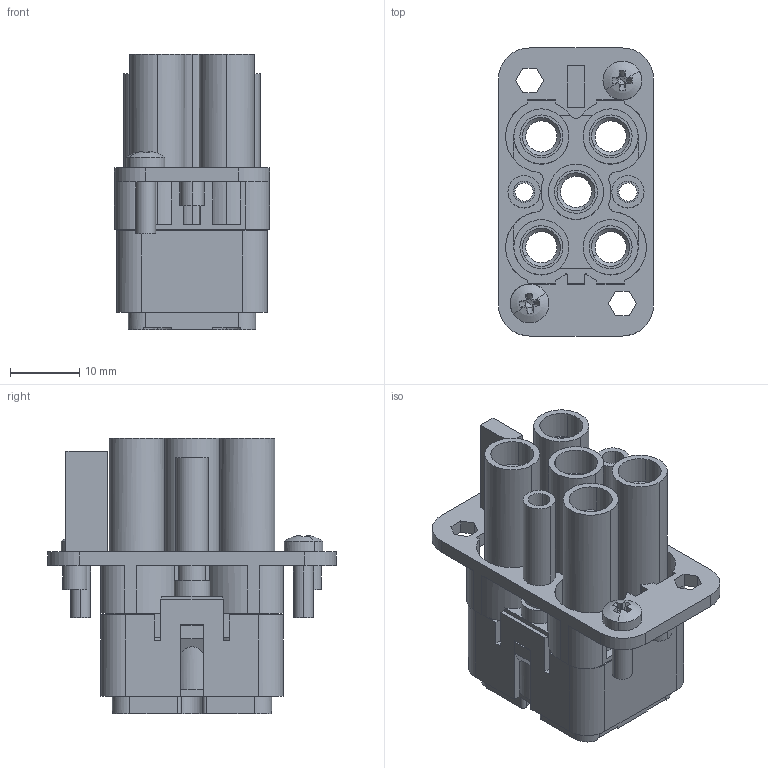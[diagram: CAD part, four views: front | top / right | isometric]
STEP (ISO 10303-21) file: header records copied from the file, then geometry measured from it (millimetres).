
FILE_DESCRIPTION(('CATIA V5 STEP Exchange','CAx-IF Rec.Pracs.--- Model Styling and Organization---1.4--- 2014-01-23'),'2;1');
FILE_NAME ('13427173_3', '2019-10-31T11:51:20+00:00', ('none'), ('Weidmueller'), 'CATIA Version 5-6 Release 2016 SP3 HF44', 'CATIA V5 STEP AP214', 'none');
FILE_SCHEMA(('AUTOMOTIVE_DESIGN { 1 0 10303 214 1 1 1 1 }'));
Length unit declared in the file: millimetre
Products named in the file (1): 1003160000
Bounding box: 22.4 x 41.6 x 39.8 mm (x, y, z)
Volume: 8715.6 mm3; surface area: 17187.1 mm2
Topology: 1 solids, 1 shells, 573 faces, 1732 edges, 1144 vertices
Faces by surface type: plane 308, cylinder 195, cone 58, bspline 8, sphere 4
Entity records: 18765 total; most frequent: CARTESIAN_POINT 4304, ORIENTED_EDGE 3456, DIRECTION 2282, EDGE_CURVE 1728, VERTEX_POINT 1144, AXIS2_PLACEMENT_3D 987, VECTOR 927, LINE 927
